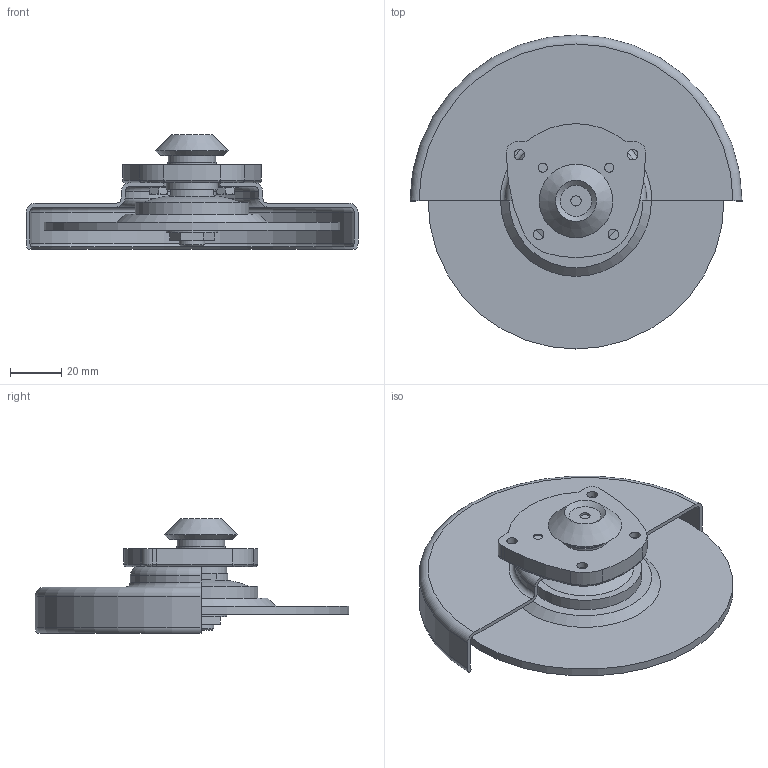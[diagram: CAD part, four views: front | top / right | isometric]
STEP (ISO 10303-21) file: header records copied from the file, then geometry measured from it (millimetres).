
FILE_DESCRIPTION(/* description */ ('Unknown'),/* implementation_level */ '2;1');
FILE_NAME(/* name */ 'plate2',/* time_stamp */ '2021-10-19T16:37:18+01:00',/* author */ ('Unknown'),/* organization */ ('Unknown'),/* preprocessor_version */ 'ST-DEVELOPER v16.7',/* originating_system */ 'Solid Edge',/* authorisation */ 'Unknown');
FILE_SCHEMA (('AUTOMOTIVE_DESIGN {1 0 10303 214 3 1 1}'));
Length unit declared in the file: millimetre
Products named in the file (11): plate2; bearing1; shaft2; washer1; gear1; shield1; bolt1; flange1; wheel1; clamp1
Assembly tree (11 placements, depth 2):
  plate2
    bearing1
    plate2
    shaft2
    washer1
    gear1
    shield1
    bolt1  x2
    flange1
    wheel1
    clamp1
Bounding box: 129 x 122 x 44.66 mm (x, y, z)
Volume: 83163.8 mm3; surface area: 63173.6 mm2
Topology: 11 solids, 11 shells, 194 faces, 442 edges, 286 vertices
Faces by surface type: plane 82, cylinder 80, torus 21, cone 11
Full cylindrical faces by diameter (mm): 3.545 x2, 4 x5, 4.1 x4, 6.35 x4, 6.5 x2, 9.026 x1, 10 x3, 13 x2, 13.1 x1, 13.5 x1, 15.5 x1, 16 x1, 18.5 x1, 19 x1, 20 x3, 22 x2, 24 x2, 44 x1, 48 x1, 115 x1
Entity records: 5217 total; most frequent: DIRECTION 952, CARTESIAN_POINT 836, ORIENTED_EDGE 710, AXIS2_PLACEMENT_3D 413, EDGE_CURVE 355, EDGE_LOOP 280, FACE_BOUND 280, VERTEX_POINT 257
